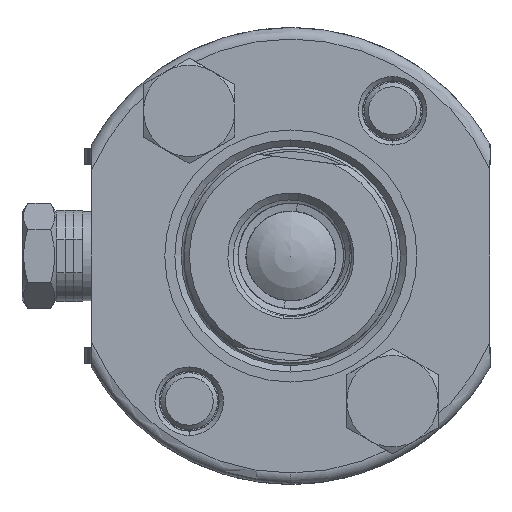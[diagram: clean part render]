
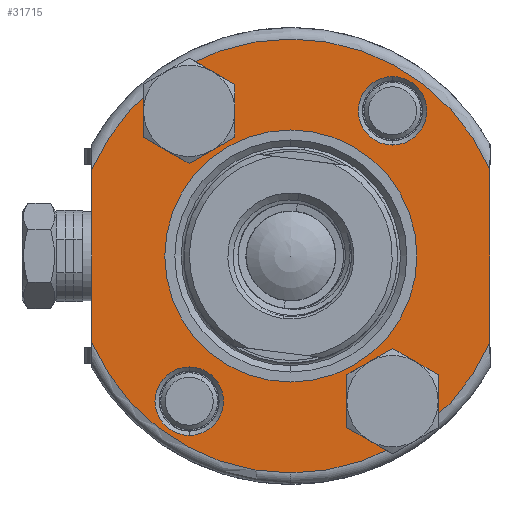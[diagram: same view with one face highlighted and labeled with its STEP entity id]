
A CAD part, left-side view. The second image highlights one B-rep face of the part: STEP entity #31715.
In plain terms, the highlighted planar face has unit normal (-1, 0, 0).
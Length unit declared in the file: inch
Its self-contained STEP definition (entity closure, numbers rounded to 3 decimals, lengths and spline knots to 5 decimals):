
#918 = VERTEX_POINT ( 'NONE', #49086 ) ;
#1264 = FACE_BOUND ( 'NONE', #51771, .T. ) ;
#2482 = AXIS2_PLACEMENT_3D ( 'NONE', #44886, #2934, #51911 ) ;
#2728 = ORIENTED_EDGE ( 'NONE', *, *, #35823, .T. ) ;
#2871 = CIRCLE ( 'NONE', #83530, 0.1875 ) ;
#2934 = DIRECTION ( 'NONE',  ( -1., 0., 0. ) ) ;
#2990 = EDGE_CURVE ( 'NONE', #90555, #27610, #56320, .T. ) ;
#3719 = VECTOR ( 'NONE', #59862, 39.37008 ) ;
#4350 = ORIENTED_EDGE ( 'NONE', *, *, #25655, .T. ) ;
#4357 = DIRECTION ( 'NONE',  ( 0., 0., -1. ) ) ;
#4729 = EDGE_CURVE ( 'NONE', #63238, #18427, #22311, .T. ) ;
#5842 = CARTESIAN_POINT ( 'NONE',  ( -1.27, 0.55637, 0.79458 ) ) ;
#6378 = CIRCLE ( 'NONE', #75792, 0.69 ) ;
#6465 = EDGE_CURVE ( 'NONE', #918, #52545, #25484, .T. ) ;
#6642 = CARTESIAN_POINT ( 'NONE',  ( -1.27, -0.55637, -0.60708 ) ) ;
#7477 = AXIS2_PLACEMENT_3D ( 'NONE', #17186, #66130, #24194 ) ;
#7559 = ORIENTED_EDGE ( 'NONE', *, *, #20844, .F. ) ;
#7927 = FACE_BOUND ( 'NONE', #82694, .T. ) ;
#8053 = CARTESIAN_POINT ( 'NONE',  ( -1.27, -1.09, 1.36643 ) ) ;
#11660 = CARTESIAN_POINT ( 'NONE',  ( -1.27, -0.55637, 0.79458 ) ) ;
#11989 = ORIENTED_EDGE ( 'NONE', *, *, #61471, .T. ) ;
#12971 = DIRECTION ( 'NONE',  ( 0., 0., -1. ) ) ;
#14034 = CARTESIAN_POINT ( 'NONE',  ( -1.27, -0.55637, -0.79458 ) ) ;
#14622 = DIRECTION ( 'NONE',  ( -1., 0., 0. ) ) ;
#15035 = DIRECTION ( 'NONE',  ( 1., 0., 0. ) ) ;
#15150 = DIRECTION ( 'NONE',  ( 0., 0., 1. ) ) ;
#15511 = EDGE_CURVE ( 'NONE', #27610, #90555, #55567, .T. ) ;
#15825 = CARTESIAN_POINT ( 'NONE',  ( -1.27, 0., -0.69 ) ) ;
#17186 = CARTESIAN_POINT ( 'NONE',  ( -1.27, 0.55637, -0.79458 ) ) ;
#17215 = LINE ( 'NONE', #8053, #89454 ) ;
#17920 = AXIS2_PLACEMENT_3D ( 'NONE', #5842, #54839, #12971 ) ;
#18427 = VERTEX_POINT ( 'NONE', #85308 ) ;
#18729 = DIRECTION ( 'NONE',  ( 0., 0., -1. ) ) ;
#19824 = CARTESIAN_POINT ( 'NONE',  ( -1.27, 0.55637, -0.60708 ) ) ;
#20603 = ORIENTED_EDGE ( 'NONE', *, *, #82895, .T. ) ;
#20721 = CARTESIAN_POINT ( 'NONE',  ( -1.27, -0.55637, 0.60708 ) ) ;
#20844 = EDGE_CURVE ( 'NONE', #33850, #57314, #6378, .T. ) ;
#21089 = DIRECTION ( 'NONE',  ( 0., 0., -1. ) ) ;
#22173 = AXIS2_PLACEMENT_3D ( 'NONE', #14034, #63007, #21089 ) ;
#22221 = FACE_OUTER_BOUND ( 'NONE', #66720, .T. ) ;
#22311 = CIRCLE ( 'NONE', #22173, 0.1875 ) ;
#22390 = CIRCLE ( 'NONE', #85412, 0.69 ) ;
#22405 = LINE ( 'NONE', #38651, #3719 ) ;
#22653 = ORIENTED_EDGE ( 'NONE', *, *, #30075, .T. ) ;
#22718 = AXIS2_PLACEMENT_3D ( 'NONE', #75926, #33944, #82947 ) ;
#24194 = DIRECTION ( 'NONE',  ( 0., 0., -1. ) ) ;
#24974 = VERTEX_POINT ( 'NONE', #73446 ) ;
#25484 = CIRCLE ( 'NONE', #30988, 1.1875 ) ;
#25655 = EDGE_CURVE ( 'NONE', #24974, #90647, #2871, .T. ) ;
#27590 = CIRCLE ( 'NONE', #2482, 1.1875 ) ;
#27610 = VERTEX_POINT ( 'NONE', #75235 ) ;
#28365 = CARTESIAN_POINT ( 'NONE',  ( -1.27, 0., 0.69 ) ) ;
#28868 = DIRECTION ( 'NONE',  ( -1., 0., 0. ) ) ;
#29086 = PLANE ( 'NONE',  #90792 ) ;
#29235 = AXIS2_PLACEMENT_3D ( 'NONE', #11660, #60642, #18729 ) ;
#29433 = EDGE_CURVE ( 'NONE', #57314, #33850, #22390, .T. ) ;
#29906 = CARTESIAN_POINT ( 'NONE',  ( -1.27, -1.09, 0.47123 ) ) ;
#30075 = EDGE_CURVE ( 'NONE', #84111, #74318, #35397, .T. ) ;
#30308 = AXIS2_PLACEMENT_3D ( 'NONE', #76067, #34085, #83087 ) ;
#30988 = AXIS2_PLACEMENT_3D ( 'NONE', #82309, #40317, #89380 ) ;
#31586 = DIRECTION ( 'NONE',  ( 1., 0., 0. ) ) ;
#31715 = ADVANCED_FACE ( 'NONE', ( #38573, #73684, #7927, #55012, #1264, #22221 ), #29086, .F. ) ;
#32879 = EDGE_LOOP ( 'NONE', ( #22653, #53611 ) ) ;
#33292 = CIRCLE ( 'NONE', #38887, 1.1875 ) ;
#33850 = VERTEX_POINT ( 'NONE', #28365 ) ;
#33944 = DIRECTION ( 'NONE',  ( 1., 0., 0. ) ) ;
#34085 = DIRECTION ( 'NONE',  ( 1., 0., 0. ) ) ;
#35329 = ORIENTED_EDGE ( 'NONE', *, *, #59855, .T. ) ;
#35397 = CIRCLE ( 'NONE', #30308, 0.1875 ) ;
#35823 = EDGE_CURVE ( 'NONE', #18427, #63238, #39365, .T. ) ;
#36083 = CARTESIAN_POINT ( 'NONE',  ( -1.27, 0., 0. ) ) ;
#36209 = CARTESIAN_POINT ( 'NONE',  ( -1.27, 0.55637, 0.60708 ) ) ;
#36867 = CARTESIAN_POINT ( 'NONE',  ( -1.27, 0., 0. ) ) ;
#38119 = ORIENTED_EDGE ( 'NONE', *, *, #4729, .T. ) ;
#38573 = FACE_BOUND ( 'NONE', #32879, .T. ) ;
#38651 = CARTESIAN_POINT ( 'NONE',  ( -1.27, 1.09, 1.36643 ) ) ;
#38887 = AXIS2_PLACEMENT_3D ( 'NONE', #36867, #85868, #43887 ) ;
#39365 = CIRCLE ( 'NONE', #69209, 0.1875 ) ;
#39841 = EDGE_CURVE ( 'NONE', #72910, #68544, #22405, .T. ) ;
#40317 = DIRECTION ( 'NONE',  ( -1., 0., 0. ) ) ;
#41761 = ORIENTED_EDGE ( 'NONE', *, *, #6465, .T. ) ;
#43887 = DIRECTION ( 'NONE',  ( 0., 0., -1. ) ) ;
#44886 = CARTESIAN_POINT ( 'NONE',  ( -1.27, 0., 0. ) ) ;
#46298 = DIRECTION ( 'NONE',  ( 1., 0., 0. ) ) ;
#49086 = CARTESIAN_POINT ( 'NONE',  ( -1.27, 0., -1.1875 ) ) ;
#51505 = EDGE_CURVE ( 'NONE', #90647, #24974, #80207, .T. ) ;
#51771 = EDGE_LOOP ( 'NONE', ( #7559, #56637 ) ) ;
#51911 = DIRECTION ( 'NONE',  ( 0., 0., -1. ) ) ;
#52545 = VERTEX_POINT ( 'NONE', #77786 ) ;
#53611 = ORIENTED_EDGE ( 'NONE', *, *, #62588, .T. ) ;
#54839 = DIRECTION ( 'NONE',  ( 1., 0., 0. ) ) ;
#55012 = FACE_BOUND ( 'NONE', #74845, .T. ) ;
#55567 = CIRCLE ( 'NONE', #7477, 0.1875 ) ;
#56320 = CIRCLE ( 'NONE', #22718, 0.1875 ) ;
#56499 = CARTESIAN_POINT ( 'NONE',  ( -1.27, 0., 0. ) ) ;
#56637 = ORIENTED_EDGE ( 'NONE', *, *, #29433, .F. ) ;
#57314 = VERTEX_POINT ( 'NONE', #15825 ) ;
#57433 = ORIENTED_EDGE ( 'NONE', *, *, #2990, .T. ) ;
#59855 = EDGE_CURVE ( 'NONE', #52545, #64119, #17215, .T. ) ;
#59862 = DIRECTION ( 'NONE',  ( 0., 0., -1. ) ) ;
#60642 = DIRECTION ( 'NONE',  ( 1., 0., 0. ) ) ;
#61471 = EDGE_CURVE ( 'NONE', #68544, #918, #27590, .T. ) ;
#62588 = EDGE_CURVE ( 'NONE', #74318, #84111, #87783, .T. ) ;
#63007 = DIRECTION ( 'NONE',  ( 1., 0., 0. ) ) ;
#63238 = VERTEX_POINT ( 'NONE', #6642 ) ;
#63591 = DIRECTION ( 'NONE',  ( 0., 0., 1. ) ) ;
#64119 = VERTEX_POINT ( 'NONE', #29906 ) ;
#66130 = DIRECTION ( 'NONE',  ( 1., 0., 0. ) ) ;
#66720 = EDGE_LOOP ( 'NONE', ( #11989, #41761, #35329, #20603, #83150 ) ) ;
#67988 = ORIENTED_EDGE ( 'NONE', *, *, #15511, .T. ) ;
#68544 = VERTEX_POINT ( 'NONE', #73187 ) ;
#69209 = AXIS2_PLACEMENT_3D ( 'NONE', #88305, #46298, #4357 ) ;
#69948 = ORIENTED_EDGE ( 'NONE', *, *, #51505, .T. ) ;
#70828 = CARTESIAN_POINT ( 'NONE',  ( -1.27, 0., 0. ) ) ;
#72910 = VERTEX_POINT ( 'NONE', #82100 ) ;
#73187 = CARTESIAN_POINT ( 'NONE',  ( -1.27, 1.09, -0.47123 ) ) ;
#73406 = CARTESIAN_POINT ( 'NONE',  ( -1.27, 0.55637, 0.98208 ) ) ;
#73446 = CARTESIAN_POINT ( 'NONE',  ( -1.27, -0.55637, 0.98208 ) ) ;
#73529 = CARTESIAN_POINT ( 'NONE',  ( -1.27, -0.55637, 0.79458 ) ) ;
#73684 = FACE_BOUND ( 'NONE', #75931, .T. ) ;
#74318 = VERTEX_POINT ( 'NONE', #36209 ) ;
#74845 = EDGE_LOOP ( 'NONE', ( #57433, #67988 ) ) ;
#75235 = CARTESIAN_POINT ( 'NONE',  ( -1.27, 0.55637, -0.98208 ) ) ;
#75792 = AXIS2_PLACEMENT_3D ( 'NONE', #70828, #28868, #77866 ) ;
#75926 = CARTESIAN_POINT ( 'NONE',  ( -1.27, 0.55637, -0.79458 ) ) ;
#75931 = EDGE_LOOP ( 'NONE', ( #4350, #69948 ) ) ;
#76067 = CARTESIAN_POINT ( 'NONE',  ( -1.27, 0.55637, 0.79458 ) ) ;
#77786 = CARTESIAN_POINT ( 'NONE',  ( -1.27, -1.09, -0.47123 ) ) ;
#77866 = DIRECTION ( 'NONE',  ( 0., 0., 1. ) ) ;
#80207 = CIRCLE ( 'NONE', #29235, 0.1875 ) ;
#80576 = DIRECTION ( 'NONE',  ( 0., 0., -1. ) ) ;
#82100 = CARTESIAN_POINT ( 'NONE',  ( -1.27, 1.09, 0.47123 ) ) ;
#82309 = CARTESIAN_POINT ( 'NONE',  ( -1.27, 0., 0. ) ) ;
#82694 = EDGE_LOOP ( 'NONE', ( #38119, #2728 ) ) ;
#82895 = EDGE_CURVE ( 'NONE', #64119, #72910, #33292, .T. ) ;
#82947 = DIRECTION ( 'NONE',  ( 0., 0., -1. ) ) ;
#83087 = DIRECTION ( 'NONE',  ( 0., 0., -1. ) ) ;
#83150 = ORIENTED_EDGE ( 'NONE', *, *, #39841, .T. ) ;
#83530 = AXIS2_PLACEMENT_3D ( 'NONE', #73529, #31586, #80576 ) ;
#84111 = VERTEX_POINT ( 'NONE', #73406 ) ;
#85096 = DIRECTION ( 'NONE',  ( 0., 0., -1. ) ) ;
#85308 = CARTESIAN_POINT ( 'NONE',  ( -1.27, -0.55637, -0.98208 ) ) ;
#85412 = AXIS2_PLACEMENT_3D ( 'NONE', #56499, #14622, #63591 ) ;
#85868 = DIRECTION ( 'NONE',  ( -1., 0., 0. ) ) ;
#87783 = CIRCLE ( 'NONE', #17920, 0.1875 ) ;
#88305 = CARTESIAN_POINT ( 'NONE',  ( -1.27, -0.55637, -0.79458 ) ) ;
#89380 = DIRECTION ( 'NONE',  ( 0., 0., -1. ) ) ;
#89454 = VECTOR ( 'NONE', #15150, 39.37008 ) ;
#90555 = VERTEX_POINT ( 'NONE', #19824 ) ;
#90647 = VERTEX_POINT ( 'NONE', #20721 ) ;
#90792 = AXIS2_PLACEMENT_3D ( 'NONE', #36083, #15035, #85096 ) ;
